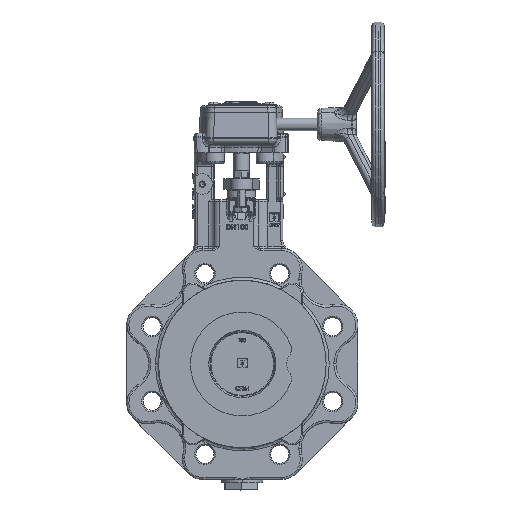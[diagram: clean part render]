
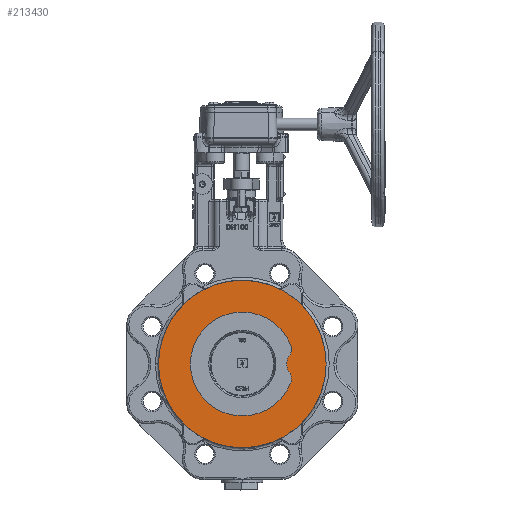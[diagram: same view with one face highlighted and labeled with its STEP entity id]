
A CAD part, top view. The second image highlights one B-rep face of the part: STEP entity #213430.
In plain terms, the highlighted planar face has unit normal (0, 0, 1).
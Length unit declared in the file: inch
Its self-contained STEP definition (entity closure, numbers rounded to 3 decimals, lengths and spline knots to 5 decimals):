
#771 = CARTESIAN_POINT ( 'NONE',  ( 2.16535, 0., 1.10236 ) ) ;
#6425 = EDGE_CURVE ( 'NONE', #120239, #69945, #208767, .T. ) ;
#7083 = ORIENTED_EDGE ( 'NONE', *, *, #181675, .F. ) ;
#14989 = CARTESIAN_POINT ( 'NONE',  ( 0., 0., 1.10236 ) ) ;
#25665 = VERTEX_POINT ( 'NONE', #224820 ) ;
#25941 = DIRECTION ( 'NONE',  ( 0., 0., 1. ) ) ;
#25970 = EDGE_CURVE ( 'NONE', #210636, #146611, #156545, .T. ) ;
#35376 = DIRECTION ( 'NONE',  ( 0., 1., 0. ) ) ;
#51313 = EDGE_LOOP ( 'NONE', ( #250434, #94087, #157101, #256846, #7083 ) ) ;
#56468 = CARTESIAN_POINT ( 'NONE',  ( -3.20866, 0., 1.10236 ) ) ;
#67644 = AXIS2_PLACEMENT_3D ( 'NONE', #14989, #263751, #235947 ) ;
#69945 = VERTEX_POINT ( 'NONE', #217679 ) ;
#70331 = EDGE_LOOP ( 'NONE', ( #220550, #201409 ) ) ;
#71323 = CIRCLE ( 'NONE', #108876, 0.47244 ) ;
#91870 = DIRECTION ( 'NONE',  ( 0., 1., 0. ) ) ;
#94087 = ORIENTED_EDGE ( 'NONE', *, *, #220252, .F. ) ;
#106891 = CARTESIAN_POINT ( 'NONE',  ( 1.40703, -0.56369, 1.10236 ) ) ;
#108876 = AXIS2_PLACEMENT_3D ( 'NONE', #229809, #121547, #256039 ) ;
#115720 = EDGE_CURVE ( 'NONE', #146611, #210636, #268240, .T. ) ;
#117461 = CIRCLE ( 'NONE', #281013, 1.98819 ) ;
#118467 = CARTESIAN_POINT ( 'NONE',  ( 3.20866, 0., 1.10236 ) ) ;
#119959 = VERTEX_POINT ( 'NONE', #196598 ) ;
#120239 = VERTEX_POINT ( 'NONE', #279652 ) ;
#121547 = DIRECTION ( 'NONE',  ( 0., 0., 1. ) ) ;
#123679 = FACE_OUTER_BOUND ( 'NONE', #70331, .T. ) ;
#128981 = EDGE_CURVE ( 'NONE', #240520, #69945, #244337, .T. ) ;
#134317 = DIRECTION ( 'NONE',  ( 0., 1., 0. ) ) ;
#146611 = VERTEX_POINT ( 'NONE', #118467 ) ;
#149459 = CARTESIAN_POINT ( 'NONE',  ( 0., 0., 1.10236 ) ) ;
#156545 = CIRCLE ( 'NONE', #67644, 3.20866 ) ;
#157101 = ORIENTED_EDGE ( 'NONE', *, *, #128981, .T. ) ;
#174222 = DIRECTION ( 'NONE',  ( 0., 0., 1. ) ) ;
#174575 = CIRCLE ( 'NONE', #244774, 0.47244 ) ;
#174602 = AXIS2_PLACEMENT_3D ( 'NONE', #149459, #174222, #263512 ) ;
#181675 = EDGE_CURVE ( 'NONE', #25665, #120239, #71323, .T. ) ;
#185142 = PLANE ( 'NONE',  #242777 ) ;
#196598 = CARTESIAN_POINT ( 'NONE',  ( 1.84559, 0.73939, 1.10236 ) ) ;
#199423 = AXIS2_PLACEMENT_3D ( 'NONE', #106891, #223477, #134317 ) ;
#201409 = ORIENTED_EDGE ( 'NONE', *, *, #25970, .T. ) ;
#201414 = DIRECTION ( 'NONE',  ( 0., 0., 1. ) ) ;
#204836 = EDGE_CURVE ( 'NONE', #25665, #119959, #117461, .T. ) ;
#207161 = FACE_BOUND ( 'NONE', #51313, .T. ) ;
#208599 = DIRECTION ( 'NONE',  ( 0., 1., 0. ) ) ;
#208767 = CIRCLE ( 'NONE', #199423, 0.47244 ) ;
#210636 = VERTEX_POINT ( 'NONE', #56468 ) ;
#213430 = ADVANCED_FACE ( 'NONE', ( #123679, #207161 ), #185142, .F. ) ;
#213871 = CARTESIAN_POINT ( 'NONE',  ( 0., 0., 1.10236 ) ) ;
#217679 = CARTESIAN_POINT ( 'NONE',  ( 1.78619, -0.28185, 1.10236 ) ) ;
#220252 = EDGE_CURVE ( 'NONE', #240520, #119959, #174575, .T. ) ;
#220550 = ORIENTED_EDGE ( 'NONE', *, *, #115720, .T. ) ;
#223477 = DIRECTION ( 'NONE',  ( 0., 0., 1. ) ) ;
#224820 = CARTESIAN_POINT ( 'NONE',  ( 1.84559, -0.73939, 1.10236 ) ) ;
#225538 = AXIS2_PLACEMENT_3D ( 'NONE', #771, #201414, #270058 ) ;
#226439 = CARTESIAN_POINT ( 'NONE',  ( 1.40703, 0.56369, 1.10236 ) ) ;
#229809 = CARTESIAN_POINT ( 'NONE',  ( 1.40703, -0.56369, 1.10236 ) ) ;
#235947 = DIRECTION ( 'NONE',  ( 0., 1., 0. ) ) ;
#237227 = DIRECTION ( 'NONE',  ( 0., 0., -1. ) ) ;
#240520 = VERTEX_POINT ( 'NONE', #259056 ) ;
#242777 = AXIS2_PLACEMENT_3D ( 'NONE', #256724, #253843, #208599 ) ;
#244337 = CIRCLE ( 'NONE', #225538, 0.47244 ) ;
#244774 = AXIS2_PLACEMENT_3D ( 'NONE', #226439, #25941, #91870 ) ;
#250434 = ORIENTED_EDGE ( 'NONE', *, *, #204836, .T. ) ;
#253843 = DIRECTION ( 'NONE',  ( 0., 0., -1. ) ) ;
#256039 = DIRECTION ( 'NONE',  ( 0., 1., 0. ) ) ;
#256724 = CARTESIAN_POINT ( 'NONE',  ( 0., 1.49478, 1.10236 ) ) ;
#256846 = ORIENTED_EDGE ( 'NONE', *, *, #6425, .F. ) ;
#259056 = CARTESIAN_POINT ( 'NONE',  ( 1.78619, 0.28185, 1.10236 ) ) ;
#263512 = DIRECTION ( 'NONE',  ( 0., 1., 0. ) ) ;
#263751 = DIRECTION ( 'NONE',  ( 0., 0., 1. ) ) ;
#268240 = CIRCLE ( 'NONE', #174602, 3.20866 ) ;
#270058 = DIRECTION ( 'NONE',  ( 0., 1., 0. ) ) ;
#279652 = CARTESIAN_POINT ( 'NONE',  ( 1.87947, -0.56369, 1.10236 ) ) ;
#281013 = AXIS2_PLACEMENT_3D ( 'NONE', #213871, #237227, #35376 ) ;
